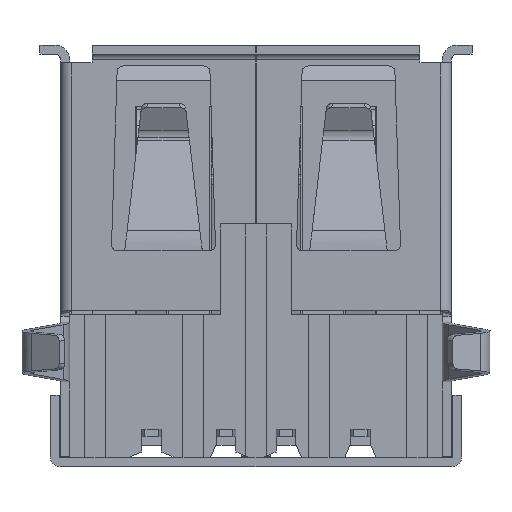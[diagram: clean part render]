
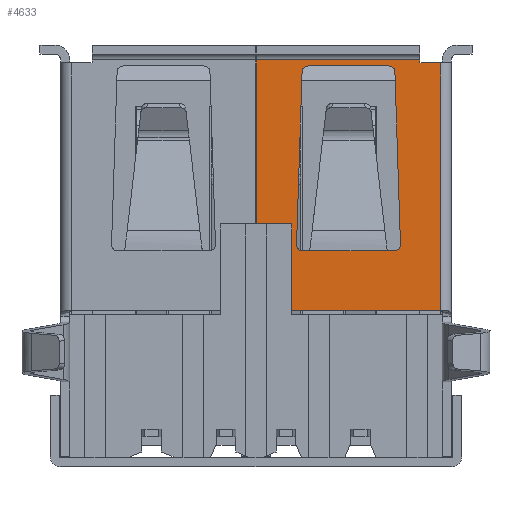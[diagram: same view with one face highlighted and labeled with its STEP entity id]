
A CAD part, front view. The second image highlights one B-rep face of the part: STEP entity #4633.
In plain terms, the highlighted face is planar.
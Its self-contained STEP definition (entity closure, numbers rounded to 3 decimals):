
#64 = DIRECTION ( 'NONE',  ( 0.032, -0.999, 0. ) ) ;
#126 = ORIENTED_EDGE ( 'NONE', *, *, #4163, .T. ) ;
#469 = EDGE_LOOP ( 'NONE', ( #520, #17086, #9293, #9268, #8790, #21708 ) ) ;
#510 = CARTESIAN_POINT ( 'NONE',  ( 5.5, -10.85, -2.22 ) ) ;
#520 = ORIENTED_EDGE ( 'NONE', *, *, #7395, .T. ) ;
#597 = CARTESIAN_POINT ( 'NONE',  ( 1.546, -10.556, -2.22 ) ) ;
#710 = VECTOR ( 'NONE', #9496, 1000. ) ;
#872 = CARTESIAN_POINT ( 'NONE',  ( 6.2, -10.85, -2.22 ) ) ;
#957 = CARTESIAN_POINT ( 'NONE',  ( 0.005, -2.55, -2.22 ) ) ;
#1298 = CARTESIAN_POINT ( 'NONE',  ( 4.846, -4.756, -2.22 ) ) ;
#1485 = CARTESIAN_POINT ( 'NONE',  ( 4.846, -4.75, -2.22 ) ) ;
#1829 = DIRECTION ( 'NONE',  ( 1., 0., 0. ) ) ;
#2044 = EDGE_CURVE ( 'NONE', #10011, #11721, #3719, .T. ) ;
#2187 = FACE_OUTER_BOUND ( 'NONE', #469, .T. ) ;
#2339 = AXIS2_PLACEMENT_3D ( 'NONE', #14548, #11482, #2548 ) ;
#2548 = DIRECTION ( 'NONE',  ( -1., 0., 0. ) ) ;
#2909 = EDGE_CURVE ( 'NONE', #7942, #4924, #23021, .T. ) ;
#3359 = CARTESIAN_POINT ( 'NONE',  ( -12.907, -2.55, -2.22 ) ) ;
#3379 = ORIENTED_EDGE ( 'NONE', *, *, #24413, .T. ) ;
#3451 = CARTESIAN_POINT ( 'NONE',  ( 0.005, -10.95, -2.22 ) ) ;
#3604 = LINE ( 'NONE', #17672, #19760 ) ;
#3625 = LINE ( 'NONE', #17701, #12866 ) ;
#3711 = AXIS2_PLACEMENT_3D ( 'NONE', #16825, #22904, #4485 ) ;
#3719 = LINE ( 'NONE', #17793, #6827 ) ;
#3724 = VERTEX_POINT ( 'NONE', #15116 ) ;
#3922 = VECTOR ( 'NONE', #64, 1000. ) ;
#4135 = CARTESIAN_POINT ( 'NONE',  ( 1.559, -4.55, -2.22 ) ) ;
#4163 = EDGE_CURVE ( 'NONE', #4924, #9804, #3604, .T. ) ;
#4168 = PLANE ( 'NONE',  #13385 ) ;
#4192 = LINE ( 'NONE', #18257, #9418 ) ;
#4485 = DIRECTION ( 'NONE',  ( -1., 0., 0. ) ) ;
#4633 = ADVANCED_FACE ( 'NONE', ( #23837, #2187 ), #4168, .T. ) ;
#4709 = DIRECTION ( 'NONE',  ( -1., 0., 0. ) ) ;
#4731 = VECTOR ( 'NONE', #4709, 1000. ) ;
#4906 = CARTESIAN_POINT ( 'NONE',  ( 4.853, -4.55, -2.22 ) ) ;
#4920 = DIRECTION ( 'NONE',  ( -1., 0., 0. ) ) ;
#4924 = VERTEX_POINT ( 'NONE', #19102 ) ;
#5205 = CIRCLE ( 'NONE', #24051, 0.2 ) ;
#5588 = CARTESIAN_POINT ( 'NONE',  ( 1.802, -4.55, -2.22 ) ) ;
#5680 = VECTOR ( 'NONE', #7331, 1000. ) ;
#5714 = EDGE_CURVE ( 'NONE', #16222, #15657, #23503, .T. ) ;
#5788 = DIRECTION ( 'NONE',  ( 0., 0., 1. ) ) ;
#6134 = DIRECTION ( 'NONE',  ( 0., 0., 1. ) ) ;
#6240 = DIRECTION ( 'NONE',  ( -1., 0., 0. ) ) ;
#6247 = EDGE_CURVE ( 'NONE', #7098, #11721, #3625, .T. ) ;
#6602 = CARTESIAN_POINT ( 'NONE',  ( 1.746, -10.55, -2.22 ) ) ;
#6750 = CARTESIAN_POINT ( 'NONE',  ( 6.25, -10.95, -2.22 ) ) ;
#6798 = DIRECTION ( 'NONE',  ( 0.032, 0.999, 0. ) ) ;
#6823 = DIRECTION ( 'NONE',  ( 0., -1., 0. ) ) ;
#6827 = VECTOR ( 'NONE', #6914, 1000. ) ;
#6914 = DIRECTION ( 'NONE',  ( 1., 0., 0. ) ) ;
#7046 = VERTEX_POINT ( 'NONE', #15519 ) ;
#7098 = VERTEX_POINT ( 'NONE', #19365 ) ;
#7331 = DIRECTION ( 'NONE',  ( 1., 0., 0. ) ) ;
#7361 = DIRECTION ( 'NONE',  ( 0., 0., -1. ) ) ;
#7381 = DIRECTION ( 'NONE',  ( 0., -1., 0. ) ) ;
#7395 = EDGE_CURVE ( 'NONE', #7419, #7098, #16630, .T. ) ;
#7413 = DIRECTION ( 'NONE',  ( -1., 0., 0. ) ) ;
#7419 = VERTEX_POINT ( 'NONE', #957 ) ;
#7641 = ORIENTED_EDGE ( 'NONE', *, *, #13092, .T. ) ;
#7890 = LINE ( 'NONE', #18763, #4731 ) ;
#7902 = EDGE_CURVE ( 'NONE', #9804, #8573, #5205, .T. ) ;
#7942 = VERTEX_POINT ( 'NONE', #14627 ) ;
#8312 = ORIENTED_EDGE ( 'NONE', *, *, #24052, .T. ) ;
#8368 = ORIENTED_EDGE ( 'NONE', *, *, #10850, .T. ) ;
#8470 = VECTOR ( 'NONE', #1829, 1000. ) ;
#8573 = VERTEX_POINT ( 'NONE', #1485 ) ;
#8712 = CARTESIAN_POINT ( 'NONE',  ( 1.359, -4.756, -2.22 ) ) ;
#8790 = ORIENTED_EDGE ( 'NONE', *, *, #14466, .T. ) ;
#8822 = CARTESIAN_POINT ( 'NONE',  ( 1.746, -10.75, -2.22 ) ) ;
#8910 = VECTOR ( 'NONE', #21022, 1000. ) ;
#8945 = LINE ( 'NONE', #4906, #12280 ) ;
#9165 = VERTEX_POINT ( 'NONE', #3451 ) ;
#9268 = ORIENTED_EDGE ( 'NONE', *, *, #19418, .T. ) ;
#9293 = ORIENTED_EDGE ( 'NONE', *, *, #2044, .F. ) ;
#9400 = DIRECTION ( 'NONE',  ( 0., 0., 1. ) ) ;
#9418 = VECTOR ( 'NONE', #7381, 1000. ) ;
#9496 = DIRECTION ( 'NONE',  ( 0., -1., 0. ) ) ;
#9588 = LINE ( 'NONE', #20509, #3922 ) ;
#9643 = VERTEX_POINT ( 'NONE', #5588 ) ;
#9804 = VERTEX_POINT ( 'NONE', #1298 ) ;
#10011 = VERTEX_POINT ( 'NONE', #510 ) ;
#10380 = VERTEX_POINT ( 'NONE', #597 ) ;
#10460 = LINE ( 'NONE', #21401, #5680 ) ;
#10625 = ORIENTED_EDGE ( 'NONE', *, *, #23855, .T. ) ;
#10850 = EDGE_CURVE ( 'NONE', #10380, #16119, #20615, .T. ) ;
#11353 = ORIENTED_EDGE ( 'NONE', *, *, #7902, .T. ) ;
#11482 = DIRECTION ( 'NONE',  ( 0., 0., 1. ) ) ;
#11721 = VERTEX_POINT ( 'NONE', #872 ) ;
#11759 = CARTESIAN_POINT ( 'NONE',  ( 4.646, -4.75, -2.22 ) ) ;
#12280 = VECTOR ( 'NONE', #6240, 1000. ) ;
#12866 = VECTOR ( 'NONE', #6823, 1000. ) ;
#13034 = CARTESIAN_POINT ( 'NONE',  ( 4.853, -4.55, -2.22 ) ) ;
#13092 = EDGE_CURVE ( 'NONE', #9643, #16222, #8945, .T. ) ;
#13202 = AXIS2_PLACEMENT_3D ( 'NONE', #16681, #5788, #19900 ) ;
#13385 = AXIS2_PLACEMENT_3D ( 'NONE', #18231, #7361, #21444 ) ;
#14155 = CIRCLE ( 'NONE', #3711, 0.2 ) ;
#14466 = EDGE_CURVE ( 'NONE', #14652, #9165, #17624, .T. ) ;
#14548 = CARTESIAN_POINT ( 'NONE',  ( 1.559, -4.75, -2.22 ) ) ;
#14627 = CARTESIAN_POINT ( 'NONE',  ( 4.459, -10.75, -2.22 ) ) ;
#14652 = VERTEX_POINT ( 'NONE', #19693 ) ;
#14796 = VECTOR ( 'NONE', #20845, 1000. ) ;
#15116 = CARTESIAN_POINT ( 'NONE',  ( 4.402, -4.55, -2.22 ) ) ;
#15519 = CARTESIAN_POINT ( 'NONE',  ( 4.646, -4.55, -2.22 ) ) ;
#15657 = VERTEX_POINT ( 'NONE', #8712 ) ;
#16119 = VERTEX_POINT ( 'NONE', #8822 ) ;
#16222 = VERTEX_POINT ( 'NONE', #4135 ) ;
#16630 = LINE ( 'NONE', #3359, #8470 ) ;
#16681 = CARTESIAN_POINT ( 'NONE',  ( 4.459, -10.55, -2.22 ) ) ;
#16825 = CARTESIAN_POINT ( 'NONE',  ( 4.646, -4.75, -2.22 ) ) ;
#17043 = EDGE_CURVE ( 'NONE', #3724, #9643, #7890, .T. ) ;
#17086 = ORIENTED_EDGE ( 'NONE', *, *, #6247, .T. ) ;
#17624 = LINE ( 'NONE', #6750, #14796 ) ;
#17672 = CARTESIAN_POINT ( 'NONE',  ( 4.653, -10.75, -2.22 ) ) ;
#17701 = CARTESIAN_POINT ( 'NONE',  ( 6.2, 2.35, -2.22 ) ) ;
#17793 = CARTESIAN_POINT ( 'NONE',  ( 5.5, -10.85, -2.22 ) ) ;
#18029 = AXIS2_PLACEMENT_3D ( 'NONE', #6602, #9400, #4920 ) ;
#18231 = CARTESIAN_POINT ( 'NONE',  ( 6.25, 2.35, -2.22 ) ) ;
#18257 = CARTESIAN_POINT ( 'NONE',  ( 5.5, -10.85, -2.22 ) ) ;
#18763 = CARTESIAN_POINT ( 'NONE',  ( 6.25, -4.55, -2.22 ) ) ;
#18921 = ORIENTED_EDGE ( 'NONE', *, *, #2909, .T. ) ;
#19102 = CARTESIAN_POINT ( 'NONE',  ( 4.659, -10.556, -2.22 ) ) ;
#19203 = LINE ( 'NONE', #23612, #710 ) ;
#19365 = CARTESIAN_POINT ( 'NONE',  ( 6.2, -2.55, -2.22 ) ) ;
#19418 = EDGE_CURVE ( 'NONE', #10011, #14652, #4192, .T. ) ;
#19693 = CARTESIAN_POINT ( 'NONE',  ( 5.5, -10.95, -2.22 ) ) ;
#19760 = VECTOR ( 'NONE', #6798, 1000. ) ;
#19900 = DIRECTION ( 'NONE',  ( -1., 0., 0. ) ) ;
#19902 = EDGE_CURVE ( 'NONE', #16119, #7942, #10460, .T. ) ;
#20432 = ORIENTED_EDGE ( 'NONE', *, *, #5714, .T. ) ;
#20509 = CARTESIAN_POINT ( 'NONE',  ( 1.353, -4.55, -2.22 ) ) ;
#20615 = CIRCLE ( 'NONE', #18029, 0.2 ) ;
#20845 = DIRECTION ( 'NONE',  ( -1., 0., 0. ) ) ;
#21022 = DIRECTION ( 'NONE',  ( -1., 0., 0. ) ) ;
#21255 = ORIENTED_EDGE ( 'NONE', *, *, #19902, .T. ) ;
#21401 = CARTESIAN_POINT ( 'NONE',  ( 6.55, -10.75, -2.22 ) ) ;
#21444 = DIRECTION ( 'NONE',  ( 0., -1., 0. ) ) ;
#21624 = EDGE_LOOP ( 'NONE', ( #10625, #22938, #7641, #20432, #3379, #8368, #21255, #18921, #126, #11353, #8312 ) ) ;
#21708 = ORIENTED_EDGE ( 'NONE', *, *, #24094, .F. ) ;
#22904 = DIRECTION ( 'NONE',  ( 0., 0., 1. ) ) ;
#22938 = ORIENTED_EDGE ( 'NONE', *, *, #17043, .T. ) ;
#23021 = CIRCLE ( 'NONE', #13202, 0.2 ) ;
#23503 = CIRCLE ( 'NONE', #2339, 0.2 ) ;
#23612 = CARTESIAN_POINT ( 'NONE',  ( 0.005, 2.35, -2.22 ) ) ;
#23789 = LINE ( 'NONE', #13034, #8910 ) ;
#23837 = FACE_BOUND ( 'NONE', #21624, .T. ) ;
#23855 = EDGE_CURVE ( 'NONE', #7046, #3724, #23789, .T. ) ;
#24051 = AXIS2_PLACEMENT_3D ( 'NONE', #11759, #6134, #7413 ) ;
#24052 = EDGE_CURVE ( 'NONE', #8573, #7046, #14155, .T. ) ;
#24094 = EDGE_CURVE ( 'NONE', #7419, #9165, #19203, .T. ) ;
#24413 = EDGE_CURVE ( 'NONE', #15657, #10380, #9588, .T. ) ;
